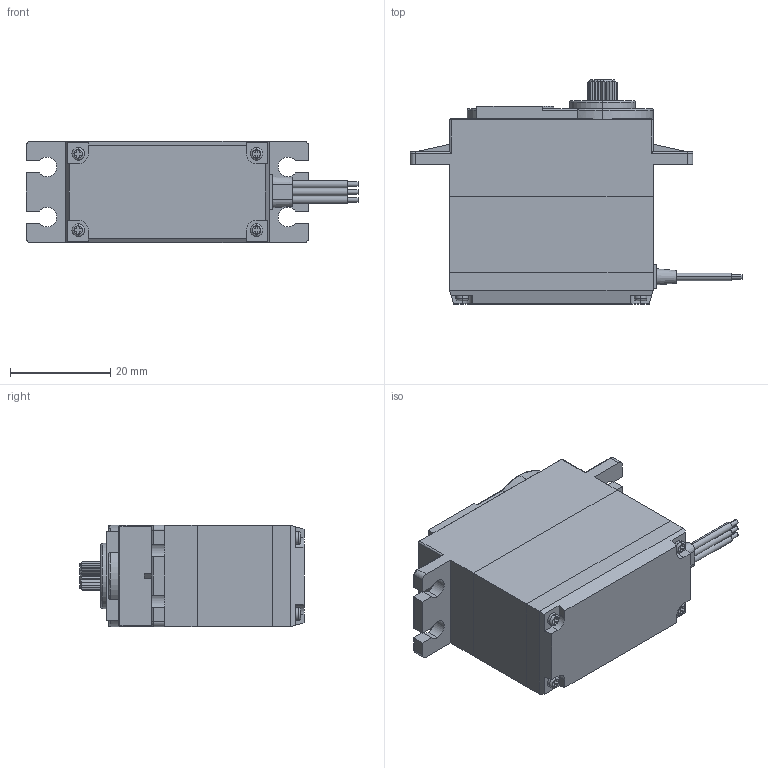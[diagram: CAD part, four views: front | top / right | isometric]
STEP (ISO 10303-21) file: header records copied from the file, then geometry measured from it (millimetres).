
FILE_DESCRIPTION (( 'STEP AP214' ), '1' );
FILE_NAME ('PDI 6621MG.STEP', '2018-01-18T17:07:27', ( '' ), ( '' ), 'SwSTEP 2.0', 'SolidWorks 2017', '' );
FILE_SCHEMA (( 'AUTOMOTIVE_DESIGN' ));
Length unit declared in the file: millimetre
Products named in the file (1): PDI 6621MG
Bounding box: 66.1 x 44.6 x 20.2 mm (x, y, z)
Volume: 32308.5 mm3; surface area: 7632.2 mm2
Topology: 4 solids, 4 shells, 335 faces, 875 edges, 563 vertices
Faces by surface type: plane 207, cylinder 97, torus 18, cone 13
Entity records: 12274 total; most frequent: CARTESIAN_POINT 2006, ORIENTED_EDGE 1746, DIRECTION 1701, EDGE_CURVE 873, LINE 569, VECTOR 569, AXIS2_PLACEMENT_3D 566, VERTEX_POINT 563
